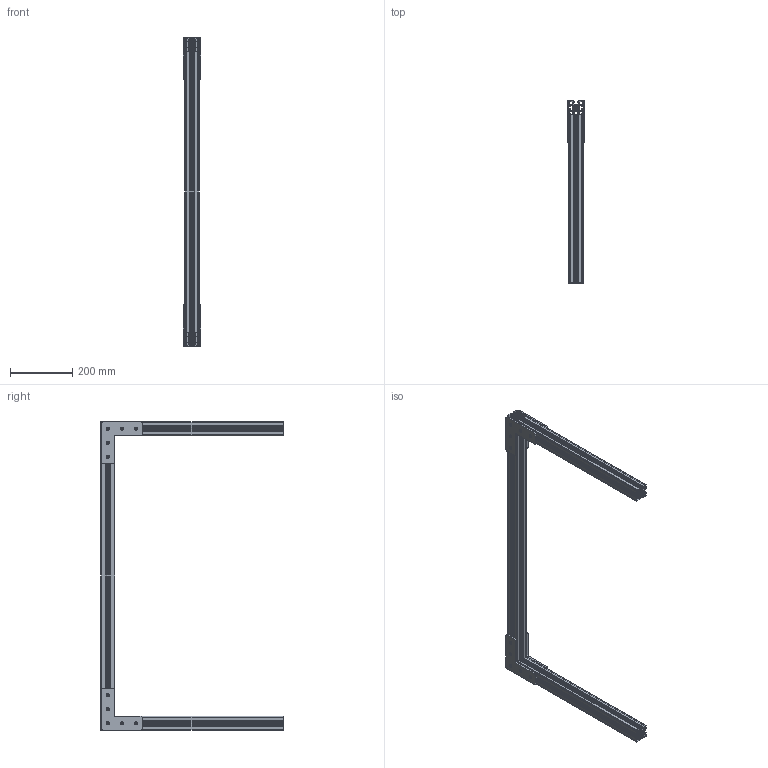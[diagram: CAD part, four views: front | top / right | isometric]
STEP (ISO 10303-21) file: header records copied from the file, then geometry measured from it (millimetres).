
FILE_DESCRIPTION(('HOOPS Exchange Step'),'2;1');
FILE_NAME('output/VentionAssembly_391252_v6.STEP','2024-09-17T19:39:55+00:00',('ubuntu'),('Unknown organisation'),'HOOPS Exchange 2021.1','HOOPS Exchange','Unknown authorisation');
FILE_SCHEMA( ('AUTOMOTIVE_DESIGN { 1 0 10303 214 1 1 1 1 }') );
Length unit declared in the file: millimetre
Products named in the file (4): ST-EXT-101-0990; ST-GP-001-0005; ST-EXT-101-0540; 0
Assembly tree (7 placements, depth 2):
  0
    ST-EXT-101-0990
    ST-GP-001-0005  x4
    ST-EXT-101-0540  x2
Bounding box: 57 x 585 x 990 mm (x, y, z)
Volume: 1310559.3 mm3; surface area: 1545534.7 mm2
Topology: 7 solids, 7 shells, 1166 faces, 3376 edges, 2224 vertices
Faces by surface type: cylinder 616, plane 470, cone 80
Entity records: 23926 total; most frequent: DIRECTION 4292, CARTESIAN_POINT 4165, ORIENTED_EDGE 4148, EDGE_CURVE 2074, AXIS2_PLACEMENT_3D 1503, VERTEX_POINT 1376, VECTOR 1286, LINE 1286
